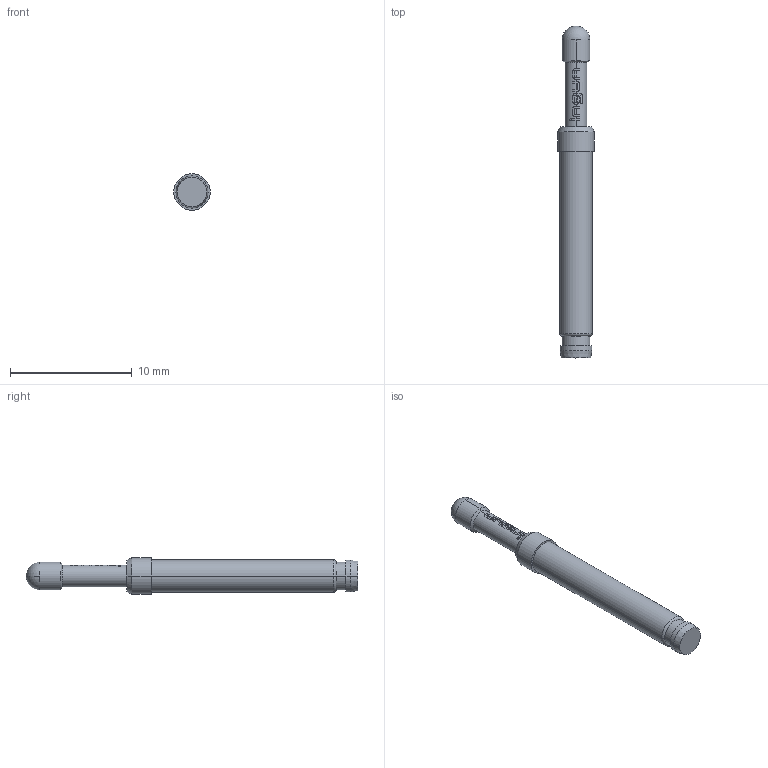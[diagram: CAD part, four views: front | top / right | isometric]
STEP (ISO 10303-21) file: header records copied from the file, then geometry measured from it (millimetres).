
FILE_DESCRIPTION (( 'STEP AP203' ), '1' );
FILE_NAME ('INGUN_GKS-113_305_230_A_xx02.STEP', '2022-08-24T10:20:47', ( 'ochi' ), ( '' ), 'SwSTEP 2.0', 'SolidWorks 2018', '' );
FILE_SCHEMA (( 'CONFIG_CONTROL_DESIGN' ));
Length unit declared in the file: millimetre
Products named in the file (1): INGUN_GKS-113_305_230_A_xx02
Bounding box: 3 x 27.3 x 3 mm (x, y, z)
Volume: 130.3 mm3; surface area: 223 mm2
Topology: 1 solids, 1 shells, 107 faces, 294 edges, 191 vertices
Faces by surface type: plane 44, cylinder 31, bspline 22, cone 6, sphere 2, torus 2
Entity records: 3767 total; most frequent: CARTESIAN_POINT 1111, ORIENTED_EDGE 584, DIRECTION 488, EDGE_CURVE 292, AXIS2_PLACEMENT_3D 196, VERTEX_POINT 191, EDGE_LOOP 111, CIRCLE 110
